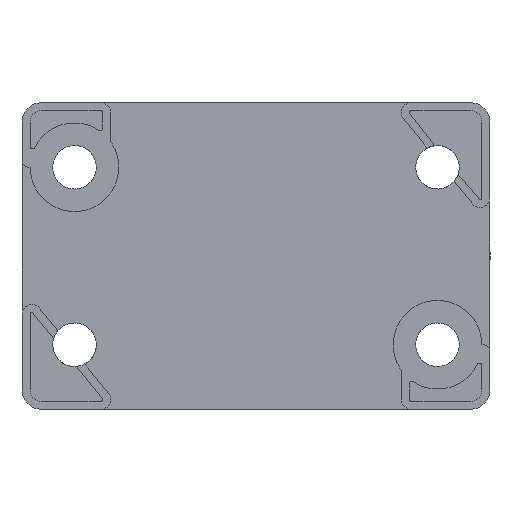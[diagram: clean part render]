
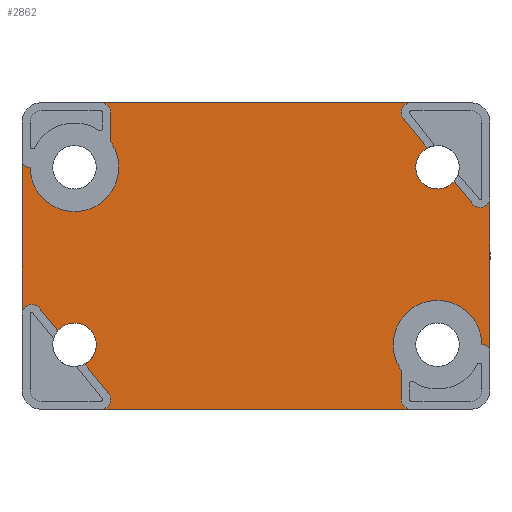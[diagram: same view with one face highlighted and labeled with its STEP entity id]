
A CAD part, front view. The second image highlights one B-rep face of the part: STEP entity #2862.
In plain terms, the highlighted planar face has unit normal (0, -1, 0).
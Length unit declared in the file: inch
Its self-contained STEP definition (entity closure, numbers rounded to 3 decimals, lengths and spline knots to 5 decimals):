
#40=PLANE($,#3077);
#140=LINE($,#4604,#366);
#157=LINE($,#4767,#383);
#158=LINE($,#4771,#384);
#159=LINE($,#4775,#385);
#160=LINE($,#4779,#386);
#161=LINE($,#4783,#387);
#162=LINE($,#4787,#388);
#163=LINE($,#4792,#389);
#164=LINE($,#4796,#390);
#165=LINE($,#4800,#391);
#166=LINE($,#4804,#392);
#167=LINE($,#4808,#393);
#366=VECTOR($,#3479,0.95);
#383=VECTOR($,#3550,0.95);
#384=VECTOR($,#3553,0.18205);
#385=VECTOR($,#3556,0.23553);
#386=VECTOR($,#3559,1.92);
#387=VECTOR($,#3562,0.18189);
#388=VECTOR($,#3565,0.01);
#389=VECTOR($,#3570,0.18205);
#390=VECTOR($,#3573,0.23553);
#391=VECTOR($,#3576,1.92);
#392=VECTOR($,#3579,0.18189);
#393=VECTOR($,#3582,0.01);
#680=FACE_OUTER_BOUND($,#849,.T.);
#849=EDGE_LOOP($,(#2115,#2116,#2117,#2118,#2119,#2120,#2121,#2122,#2123,
#2124,#2125,#2126,#2127,#2128,#2129,#2130,#2131,#2132,#2133,#2134,#2135,
#2136,#2137,#2138));
#1067=CIRCLE($,#3078,0.06);
#1068=CIRCLE($,#3079,0.135);
#1069=CIRCLE($,#3080,0.06);
#1070=CIRCLE($,#3081,0.06);
#1071=CIRCLE($,#3082,0.275);
#1072=CIRCLE($,#3083,0.04);
#1073=CIRCLE($,#3084,0.06);
#1074=CIRCLE($,#3085,0.135);
#1075=CIRCLE($,#3086,0.06);
#1076=CIRCLE($,#3087,0.06);
#1077=CIRCLE($,#3088,0.275);
#1078=CIRCLE($,#3089,0.04);
#1257=VERTEX_POINT($,#4601);
#1258=VERTEX_POINT($,#4603);
#1281=VERTEX_POINT($,#4765);
#1282=VERTEX_POINT($,#4766);
#1283=VERTEX_POINT($,#4768);
#1284=VERTEX_POINT($,#4770);
#1285=VERTEX_POINT($,#4772);
#1286=VERTEX_POINT($,#4774);
#1287=VERTEX_POINT($,#4776);
#1288=VERTEX_POINT($,#4778);
#1289=VERTEX_POINT($,#4780);
#1290=VERTEX_POINT($,#4782);
#1291=VERTEX_POINT($,#4784);
#1292=VERTEX_POINT($,#4786);
#1293=VERTEX_POINT($,#4789);
#1294=VERTEX_POINT($,#4791);
#1295=VERTEX_POINT($,#4793);
#1296=VERTEX_POINT($,#4795);
#1297=VERTEX_POINT($,#4797);
#1298=VERTEX_POINT($,#4799);
#1299=VERTEX_POINT($,#4801);
#1300=VERTEX_POINT($,#4803);
#1301=VERTEX_POINT($,#4805);
#1302=VERTEX_POINT($,#4807);
#1558=EDGE_CURVE($,#1258,#1257,#140,.T.);
#1594=EDGE_CURVE($,#1281,#1282,#157,.T.);
#1595=EDGE_CURVE($,#1282,#1283,#1067,.T.);
#1596=EDGE_CURVE($,#1283,#1284,#158,.T.);
#1597=EDGE_CURVE($,#1284,#1285,#1068,.T.);
#1598=EDGE_CURVE($,#1285,#1286,#159,.T.);
#1599=EDGE_CURVE($,#1286,#1287,#1069,.T.);
#1600=EDGE_CURVE($,#1287,#1288,#160,.T.);
#1601=EDGE_CURVE($,#1288,#1289,#1070,.T.);
#1602=EDGE_CURVE($,#1289,#1290,#161,.T.);
#1603=EDGE_CURVE($,#1290,#1291,#1071,.T.);
#1604=EDGE_CURVE($,#1291,#1292,#162,.T.);
#1605=EDGE_CURVE($,#1292,#1258,#1072,.T.);
#1606=EDGE_CURVE($,#1257,#1293,#1073,.T.);
#1607=EDGE_CURVE($,#1293,#1294,#163,.T.);
#1608=EDGE_CURVE($,#1294,#1295,#1074,.T.);
#1609=EDGE_CURVE($,#1295,#1296,#164,.T.);
#1610=EDGE_CURVE($,#1296,#1297,#1075,.T.);
#1611=EDGE_CURVE($,#1297,#1298,#165,.T.);
#1612=EDGE_CURVE($,#1298,#1299,#1076,.T.);
#1613=EDGE_CURVE($,#1299,#1300,#166,.T.);
#1614=EDGE_CURVE($,#1300,#1301,#1077,.T.);
#1615=EDGE_CURVE($,#1301,#1302,#167,.T.);
#1616=EDGE_CURVE($,#1302,#1281,#1078,.T.);
#2115=ORIENTED_EDGE($,*,*,#1594,.T.);
#2116=ORIENTED_EDGE($,*,*,#1595,.T.);
#2117=ORIENTED_EDGE($,*,*,#1596,.T.);
#2118=ORIENTED_EDGE($,*,*,#1597,.T.);
#2119=ORIENTED_EDGE($,*,*,#1598,.T.);
#2120=ORIENTED_EDGE($,*,*,#1599,.T.);
#2121=ORIENTED_EDGE($,*,*,#1600,.T.);
#2122=ORIENTED_EDGE($,*,*,#1601,.T.);
#2123=ORIENTED_EDGE($,*,*,#1602,.T.);
#2124=ORIENTED_EDGE($,*,*,#1603,.T.);
#2125=ORIENTED_EDGE($,*,*,#1604,.T.);
#2126=ORIENTED_EDGE($,*,*,#1605,.T.);
#2127=ORIENTED_EDGE($,*,*,#1558,.T.);
#2128=ORIENTED_EDGE($,*,*,#1606,.T.);
#2129=ORIENTED_EDGE($,*,*,#1607,.T.);
#2130=ORIENTED_EDGE($,*,*,#1608,.T.);
#2131=ORIENTED_EDGE($,*,*,#1609,.T.);
#2132=ORIENTED_EDGE($,*,*,#1610,.T.);
#2133=ORIENTED_EDGE($,*,*,#1611,.T.);
#2134=ORIENTED_EDGE($,*,*,#1612,.T.);
#2135=ORIENTED_EDGE($,*,*,#1613,.T.);
#2136=ORIENTED_EDGE($,*,*,#1614,.T.);
#2137=ORIENTED_EDGE($,*,*,#1615,.T.);
#2138=ORIENTED_EDGE($,*,*,#1616,.T.);
#2862=ADVANCED_FACE($,(#680),#40,.T.);
#3077=AXIS2_PLACEMENT_3D($,#4764,#3548,#3549);
#3078=AXIS2_PLACEMENT_3D($,#4769,#3551,#3552);
#3079=AXIS2_PLACEMENT_3D($,#4773,#3554,#3555);
#3080=AXIS2_PLACEMENT_3D($,#4777,#3557,#3558);
#3081=AXIS2_PLACEMENT_3D($,#4781,#3560,#3561);
#3082=AXIS2_PLACEMENT_3D($,#4785,#3563,#3564);
#3083=AXIS2_PLACEMENT_3D($,#4788,#3566,#3567);
#3084=AXIS2_PLACEMENT_3D($,#4790,#3568,#3569);
#3085=AXIS2_PLACEMENT_3D($,#4794,#3571,#3572);
#3086=AXIS2_PLACEMENT_3D($,#4798,#3574,#3575);
#3087=AXIS2_PLACEMENT_3D($,#4802,#3577,#3578);
#3088=AXIS2_PLACEMENT_3D($,#4806,#3580,#3581);
#3089=AXIS2_PLACEMENT_3D($,#4809,#3583,#3584);
#3479=DIRECTION($,(0.,0.,-1.));
#3548=DIRECTION('center_axis',(0.,-1.,0.));
#3549=DIRECTION('ref_axis',(0.,0.,-1.));
#3550=DIRECTION($,(0.,0.,1.));
#3551=DIRECTION('center_axis',(0.,1.,0.));
#3552=DIRECTION('ref_axis',(-0.777,0.,-0.63));
#3553=DIRECTION($,(-0.63,0.,0.777));
#3554=DIRECTION('center_axis',(0.,1.,0.));
#3555=DIRECTION('ref_axis',(-1.,0.,0.));
#3556=DIRECTION($,(-0.63,0.,0.777));
#3557=DIRECTION('center_axis',(0.,1.,0.));
#3558=DIRECTION('ref_axis',(0.,0.,1.));
#3559=DIRECTION($,(-1.,0.,0.));
#3560=DIRECTION('center_axis',(0.,1.,0.));
#3561=DIRECTION('ref_axis',(1.,0.,0.));
#3562=DIRECTION($,(0.,0.,-1.));
#3563=DIRECTION('center_axis',(0.,1.,0.));
#3564=DIRECTION('ref_axis',(1.,0.,0.));
#3565=DIRECTION($,(-1.,0.,0.));
#3566=DIRECTION('center_axis',(0.,1.,0.));
#3567=DIRECTION('ref_axis',(-1.,0.,0.));
#3568=DIRECTION('center_axis',(0.,1.,0.));
#3569=DIRECTION('ref_axis',(-0.777,0.,-0.63));
#3570=DIRECTION($,(0.63,0.,-0.777));
#3571=DIRECTION('center_axis',(0.,1.,0.));
#3572=DIRECTION('ref_axis',(1.,0.,0.));
#3573=DIRECTION($,(0.63,0.,-0.777));
#3574=DIRECTION('center_axis',(0.,1.,0.));
#3575=DIRECTION('ref_axis',(0.,0.,1.));
#3576=DIRECTION($,(1.,0.,0.));
#3577=DIRECTION('center_axis',(0.,1.,0.));
#3578=DIRECTION('ref_axis',(-1.,0.,0.));
#3579=DIRECTION($,(0.,0.,1.));
#3580=DIRECTION('center_axis',(0.,1.,0.));
#3581=DIRECTION('ref_axis',(1.,0.,0.));
#3582=DIRECTION($,(1.,0.,0.));
#3583=DIRECTION('center_axis',(0.,1.,0.));
#3584=DIRECTION('ref_axis',(1.,0.,0.));
#4601=CARTESIAN_POINT('',(-1.45,0.,-0.36));
#4603=CARTESIAN_POINT('',(-1.45,0.,0.59));
#4604=CARTESIAN_POINT($,(-1.45,0.,0.));
#4764=CARTESIAN_POINT('Origin',(1.45,0.,0.));
#4765=CARTESIAN_POINT('',(1.45,0.,-0.59));
#4766=CARTESIAN_POINT('',(1.45,0.,0.36));
#4767=CARTESIAN_POINT($,(1.45,0.,0.));
#4768=CARTESIAN_POINT('',(1.34341,0.,0.3222));
#4769=CARTESIAN_POINT('Origin',(1.39,0.,0.36));
#4770=CARTESIAN_POINT('',(1.22871,0.,0.46357));
#4771=CARTESIAN_POINT($,(1.44338,0.,0.19897));
#4772=CARTESIAN_POINT('',(1.0618,0.,0.66929));
#4773=CARTESIAN_POINT('Origin',(1.125,0.,0.55));
#4774=CARTESIAN_POINT('',(0.91341,0.,0.8522));
#4775=CARTESIAN_POINT($,(1.44338,0.,0.19897));
#4776=CARTESIAN_POINT('',(0.96,0.,0.95));
#4777=CARTESIAN_POINT('Origin',(0.96,0.,0.89));
#4778=CARTESIAN_POINT('',(-0.96,0.,0.95));
#4779=CARTESIAN_POINT($,(-1.45,0.,0.95));
#4780=CARTESIAN_POINT('',(-0.9,0.,0.89));
#4781=CARTESIAN_POINT('Origin',(-0.96,0.,0.89));
#4782=CARTESIAN_POINT('',(-0.9,0.,0.70811));
#4783=CARTESIAN_POINT($,(-0.9,0.,0.445));
#4784=CARTESIAN_POINT('',(-1.4,0.,0.55));
#4785=CARTESIAN_POINT('Origin',(-1.125,0.,0.55));
#4786=CARTESIAN_POINT('',(-1.41,0.,0.55));
#4787=CARTESIAN_POINT($,(0.025,0.,0.55));
#4788=CARTESIAN_POINT('Origin',(-1.41,0.,0.59));
#4789=CARTESIAN_POINT('',(-1.34341,0.,-0.3222));
#4790=CARTESIAN_POINT('Origin',(-1.39,0.,-0.36));
#4791=CARTESIAN_POINT('',(-1.22871,0.,-0.46357));
#4792=CARTESIAN_POINT($,(-0.8678,0.,-0.90841));
#4793=CARTESIAN_POINT('',(-1.0618,0.,-0.66929));
#4794=CARTESIAN_POINT('Origin',(-1.125,0.,-0.55));
#4795=CARTESIAN_POINT('',(-0.91341,0.,-0.8522));
#4796=CARTESIAN_POINT($,(-0.8678,0.,-0.90841));
#4797=CARTESIAN_POINT('',(-0.96,0.,-0.95));
#4798=CARTESIAN_POINT('Origin',(-0.96,0.,-0.89));
#4799=CARTESIAN_POINT('',(0.96,0.,-0.95));
#4800=CARTESIAN_POINT($,(-1.45,0.,-0.95));
#4801=CARTESIAN_POINT('',(0.9,0.,-0.89));
#4802=CARTESIAN_POINT('Origin',(0.96,0.,-0.89));
#4803=CARTESIAN_POINT('',(0.9,0.,-0.70811));
#4804=CARTESIAN_POINT($,(0.9,0.,-0.445));
#4805=CARTESIAN_POINT('',(1.4,0.,-0.55));
#4806=CARTESIAN_POINT('Origin',(1.125,0.,-0.55));
#4807=CARTESIAN_POINT('',(1.41,0.,-0.55));
#4808=CARTESIAN_POINT($,(1.425,0.,-0.55));
#4809=CARTESIAN_POINT('Origin',(1.41,0.,-0.59));
